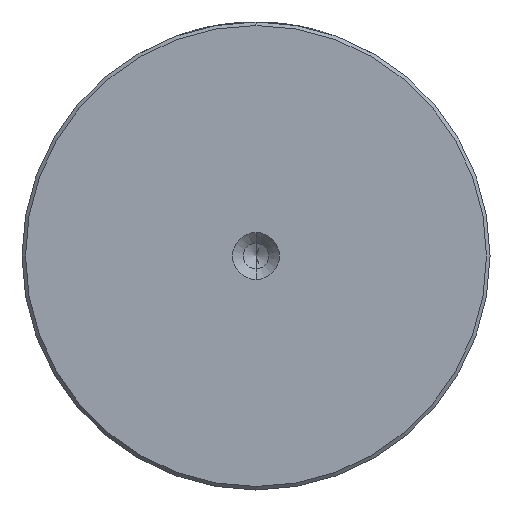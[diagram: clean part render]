
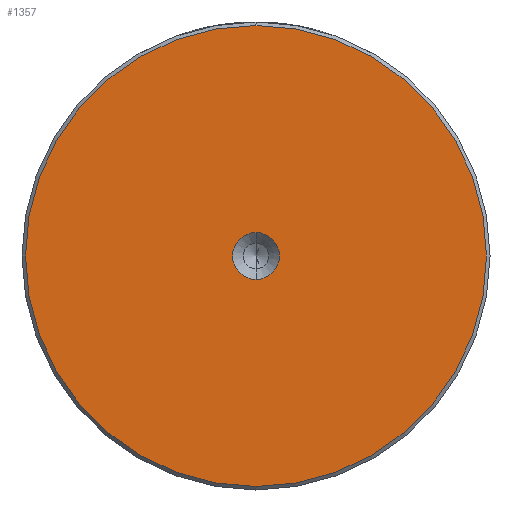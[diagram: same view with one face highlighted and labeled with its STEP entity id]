
A CAD part, left-side view. The second image highlights one B-rep face of the part: STEP entity #1357.
In plain terms, the highlighted planar face has unit normal (-1, 0, 0).
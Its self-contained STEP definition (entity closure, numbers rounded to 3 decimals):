
#48 = EDGE_CURVE ( 'NONE', #1454, #728, #1766, .T. ) ;
#109 = DIRECTION ( 'NONE',  ( 0., 0., 1. ) ) ;
#347 = CARTESIAN_POINT ( 'NONE',  ( 0., 0., -32.5 ) ) ;
#497 = CARTESIAN_POINT ( 'NONE',  ( 0., 0., 0. ) ) ;
#504 = CARTESIAN_POINT ( 'NONE',  ( 0., 0., 32.5 ) ) ;
#561 = EDGE_CURVE ( 'NONE', #2053, #2787, #1738, .T. ) ;
#655 = DIRECTION ( 'NONE',  ( -1., 0., 0. ) ) ;
#670 = DIRECTION ( 'NONE',  ( 0., 0., 1. ) ) ;
#728 = VERTEX_POINT ( 'NONE', #3233 ) ;
#1014 = EDGE_LOOP ( 'NONE', ( #1160, #2408 ) ) ;
#1019 = AXIS2_PLACEMENT_3D ( 'NONE', #1159, #2893, #1410 ) ;
#1115 = FACE_BOUND ( 'NONE', #1832, .T. ) ;
#1159 = CARTESIAN_POINT ( 'NONE',  ( 0., 0., 0. ) ) ;
#1160 = ORIENTED_EDGE ( 'NONE', *, *, #1457, .T. ) ;
#1343 = CIRCLE ( 'NONE', #1628, 3.3 ) ;
#1348 = CARTESIAN_POINT ( 'NONE',  ( 0., 0., 0. ) ) ;
#1357 = ADVANCED_FACE ( 'NONE', ( #3007, #1115 ), #1991, .T. ) ;
#1410 = DIRECTION ( 'NONE',  ( 0., 0., 1. ) ) ;
#1454 = VERTEX_POINT ( 'NONE', #1903 ) ;
#1457 = EDGE_CURVE ( 'NONE', #2787, #2053, #1898, .T. ) ;
#1540 = AXIS2_PLACEMENT_3D ( 'NONE', #2666, #2642, #2420 ) ;
#1591 = DIRECTION ( 'NONE',  ( 0., 0., 1. ) ) ;
#1601 = DIRECTION ( 'NONE',  ( -1., 0., 0. ) ) ;
#1628 = AXIS2_PLACEMENT_3D ( 'NONE', #3095, #1601, #109 ) ;
#1738 = CIRCLE ( 'NONE', #2732, 32.5 ) ;
#1766 = CIRCLE ( 'NONE', #1540, 3.3 ) ;
#1767 = EDGE_CURVE ( 'NONE', #728, #1454, #1343, .T. ) ;
#1832 = EDGE_LOOP ( 'NONE', ( #2571, #2819 ) ) ;
#1898 = CIRCLE ( 'NONE', #1019, 32.5 ) ;
#1903 = CARTESIAN_POINT ( 'NONE',  ( 0., 0., 3.3 ) ) ;
#1991 = PLANE ( 'NONE',  #2926 ) ;
#2053 = VERTEX_POINT ( 'NONE', #504 ) ;
#2408 = ORIENTED_EDGE ( 'NONE', *, *, #561, .T. ) ;
#2420 = DIRECTION ( 'NONE',  ( 0., 0., 1. ) ) ;
#2571 = ORIENTED_EDGE ( 'NONE', *, *, #48, .F. ) ;
#2642 = DIRECTION ( 'NONE',  ( -1., 0., 0. ) ) ;
#2666 = CARTESIAN_POINT ( 'NONE',  ( 0., 0., 0. ) ) ;
#2732 = AXIS2_PLACEMENT_3D ( 'NONE', #497, #655, #670 ) ;
#2787 = VERTEX_POINT ( 'NONE', #347 ) ;
#2819 = ORIENTED_EDGE ( 'NONE', *, *, #1767, .F. ) ;
#2893 = DIRECTION ( 'NONE',  ( -1., 0., 0. ) ) ;
#2926 = AXIS2_PLACEMENT_3D ( 'NONE', #1348, #3084, #1591 ) ;
#3007 = FACE_OUTER_BOUND ( 'NONE', #1014, .T. ) ;
#3084 = DIRECTION ( 'NONE',  ( -1., 0., 0. ) ) ;
#3095 = CARTESIAN_POINT ( 'NONE',  ( 0., 0., 0. ) ) ;
#3233 = CARTESIAN_POINT ( 'NONE',  ( 0., 0., -3.3 ) ) ;
